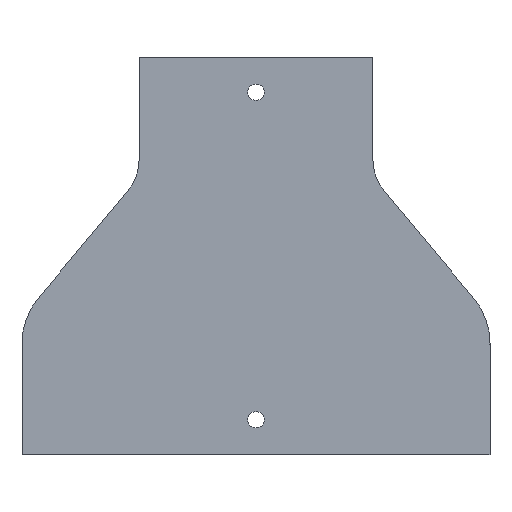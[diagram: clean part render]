
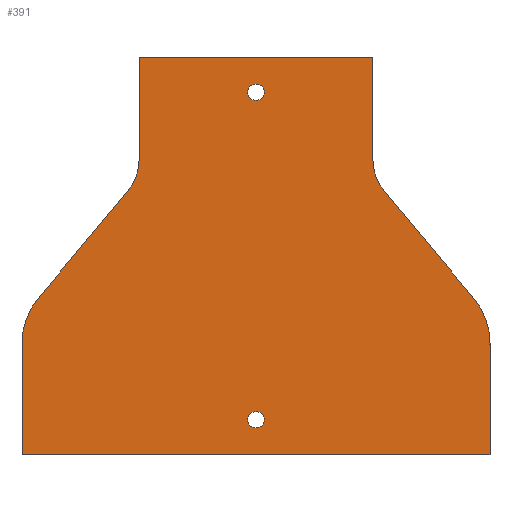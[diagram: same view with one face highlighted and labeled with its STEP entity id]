
A CAD part, front view. The second image highlights one B-rep face of the part: STEP entity #391.
In plain terms, the highlighted planar face has unit normal (0, -1, 0).
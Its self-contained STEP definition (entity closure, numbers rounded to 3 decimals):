
#52 = EDGE_CURVE ( 'NONE', #180, #165, #817, .T. ) ;
#61 = EDGE_CURVE ( 'NONE', #165, #202, #832, .T. ) ;
#70 = EDGE_CURVE ( 'NONE', #202, #157, #848, .T. ) ;
#73 = EDGE_CURVE ( 'NONE', #157, #191, #854, .T. ) ;
#76 = EDGE_CURVE ( 'NONE', #191, #195, #859, .T. ) ;
#79 = EDGE_CURVE ( 'NONE', #195, #205, #864, .T. ) ;
#90 = EDGE_CURVE ( 'NONE', #205, #648, #879, .T. ) ;
#93 = EDGE_CURVE ( 'NONE', #648, #686, #886, .T. ) ;
#107 = EDGE_CURVE ( 'NONE', #686, #687, #909, .T. ) ;
#110 = EDGE_CURVE ( 'NONE', #687, #704, #916, .T. ) ;
#113 = EDGE_CURVE ( 'NONE', #704, #705, #921, .T. ) ;
#116 = EDGE_CURVE ( 'NONE', #705, #180, #925, .T. ) ;
#118 = EDGE_CURVE ( 'NONE', #1193, #1193, #929, .T. ) ;
#119 = EDGE_CURVE ( 'NONE', #1195, #1195, #932, .T. ) ;
#157 = VERTEX_POINT ( 'NONE', #1890 ) ;
#165 = VERTEX_POINT ( 'NONE', #1895 ) ;
#180 = VERTEX_POINT ( 'NONE', #1901 ) ;
#191 = VERTEX_POINT ( 'NONE', #616 ) ;
#195 = VERTEX_POINT ( 'NONE', #608 ) ;
#201 = VECTOR ( 'NONE', #1953, 1000. ) ;
#202 = VERTEX_POINT ( 'NONE', #623 ) ;
#205 = VERTEX_POINT ( 'NONE', #437 ) ;
#303 = CARTESIAN_POINT ( 'NONE',  ( 100., 0., -170. ) ) ;
#310 = CARTESIAN_POINT ( 'NONE',  ( -54.636, 0., -56.942 ) ) ;
#313 = CARTESIAN_POINT ( 'NONE',  ( -93.047, 0., -103.035 ) ) ;
#334 = CARTESIAN_POINT ( 'NONE',  ( -100., 0., -122.241 ) ) ;
#335 = CARTESIAN_POINT ( 'NONE',  ( -100., 0., -170. ) ) ;
#391 = ADVANCED_FACE ( 'NONE', ( #1028, #1031, #1025 ), #481, .F. ) ;
#437 = CARTESIAN_POINT ( 'NONE',  ( 100., 0., -122.241 ) ) ;
#470 = DIRECTION ( 'NONE',  ( 0., 1., 0. ) ) ;
#473 = CARTESIAN_POINT ( 'NONE',  ( -70., 0., -44.139 ) ) ;
#481 = PLANE ( 'NONE',  #1807 ) ;
#482 = DIRECTION ( 'NONE',  ( 0., 0., 1. ) ) ;
#608 = CARTESIAN_POINT ( 'NONE',  ( 93.047, 0., -103.035 ) ) ;
#616 = CARTESIAN_POINT ( 'NONE',  ( 54.636, 0., -56.942 ) ) ;
#623 = CARTESIAN_POINT ( 'NONE',  ( 50., 0., 0. ) ) ;
#648 = VERTEX_POINT ( 'NONE', #303 ) ;
#686 = VERTEX_POINT ( 'NONE', #335 ) ;
#687 = VERTEX_POINT ( 'NONE', #334 ) ;
#704 = VERTEX_POINT ( 'NONE', #313 ) ;
#705 = VERTEX_POINT ( 'NONE', #310 ) ;
#720 = EDGE_LOOP ( 'NONE', ( #1465 ) ) ;
#759 = EDGE_LOOP ( 'NONE', ( #1467, #1468, #1469, #1470, #1471, #1472, #1473, #1474, #1475, #1476, #1477, #1478 ) ) ;
#771 = EDGE_LOOP ( 'NONE', ( #1466 ) ) ;
#817 = LINE ( 'NONE', #2034, #819 ) ;
#819 = VECTOR ( 'NONE', #2023, 1000. ) ;
#832 = LINE ( 'NONE', #2075, #837 ) ;
#837 = VECTOR ( 'NONE', #1978, 1000. ) ;
#848 = LINE ( 'NONE', #2069, #851 ) ;
#851 = VECTOR ( 'NONE', #1986, 1000. ) ;
#854 = CIRCLE ( 'NONE', #1738, 20. ) ;
#859 = LINE ( 'NONE', #2081, #861 ) ;
#861 = VECTOR ( 'NONE', #2078, 1000. ) ;
#864 = CIRCLE ( 'NONE', #1740, 30. ) ;
#879 = LINE ( 'NONE', #2088, #883 ) ;
#883 = VECTOR ( 'NONE', #2008, 1000. ) ;
#886 = LINE ( 'NONE', #2066, #889 ) ;
#889 = VECTOR ( 'NONE', #2048, 1000. ) ;
#909 = LINE ( 'NONE', #1970, #913 ) ;
#913 = VECTOR ( 'NONE', #2035, 1000. ) ;
#916 = CIRCLE ( 'NONE', #1750, 30. ) ;
#921 = LINE ( 'NONE', #1885, #201 ) ;
#925 = CIRCLE ( 'NONE', #1752, 20. ) ;
#929 = CIRCLE ( 'NONE', #1754, 3.5 ) ;
#932 = CIRCLE ( 'NONE', #1755, 3.5 ) ;
#1025 = FACE_OUTER_BOUND ( 'NONE', #759, .T. ) ;
#1028 = FACE_BOUND ( 'NONE', #720, .T. ) ;
#1031 = FACE_BOUND ( 'NONE', #771, .T. ) ;
#1193 = VERTEX_POINT ( 'NONE', #1319 ) ;
#1195 = VERTEX_POINT ( 'NONE', #1312 ) ;
#1312 = CARTESIAN_POINT ( 'NONE',  ( 0., 0., -18.5 ) ) ;
#1319 = CARTESIAN_POINT ( 'NONE',  ( 0., 0., -158.5 ) ) ;
#1465 = ORIENTED_EDGE ( 'NONE', *, *, #118, .F. ) ;
#1466 = ORIENTED_EDGE ( 'NONE', *, *, #119, .F. ) ;
#1467 = ORIENTED_EDGE ( 'NONE', *, *, #107, .F. ) ;
#1468 = ORIENTED_EDGE ( 'NONE', *, *, #93, .F. ) ;
#1469 = ORIENTED_EDGE ( 'NONE', *, *, #90, .F. ) ;
#1470 = ORIENTED_EDGE ( 'NONE', *, *, #79, .F. ) ;
#1471 = ORIENTED_EDGE ( 'NONE', *, *, #76, .F. ) ;
#1472 = ORIENTED_EDGE ( 'NONE', *, *, #73, .F. ) ;
#1473 = ORIENTED_EDGE ( 'NONE', *, *, #70, .F. ) ;
#1474 = ORIENTED_EDGE ( 'NONE', *, *, #61, .F. ) ;
#1475 = ORIENTED_EDGE ( 'NONE', *, *, #52, .F. ) ;
#1476 = ORIENTED_EDGE ( 'NONE', *, *, #116, .F. ) ;
#1477 = ORIENTED_EDGE ( 'NONE', *, *, #113, .F. ) ;
#1478 = ORIENTED_EDGE ( 'NONE', *, *, #110, .F. ) ;
#1738 = AXIS2_PLACEMENT_3D ( 'NONE', #2062, #2080, #2079 ) ;
#1740 = AXIS2_PLACEMENT_3D ( 'NONE', #2101, #2100, #1954 ) ;
#1750 = AXIS2_PLACEMENT_3D ( 'NONE', #1884, #1888, #1887 ) ;
#1752 = AXIS2_PLACEMENT_3D ( 'NONE', #1926, #1929, #1927 ) ;
#1754 = AXIS2_PLACEMENT_3D ( 'NONE', #1936, #1934, #1935 ) ;
#1755 = AXIS2_PLACEMENT_3D ( 'NONE', #1938, #1941, #1939 ) ;
#1807 = AXIS2_PLACEMENT_3D ( 'NONE', #473, #470, #482 ) ;
#1884 = CARTESIAN_POINT ( 'NONE',  ( -70., 0., -122.241 ) ) ;
#1885 = CARTESIAN_POINT ( 'NONE',  ( -54.636, 0., -56.942 ) ) ;
#1887 = DIRECTION ( 'NONE',  ( 0., 0., 1. ) ) ;
#1888 = DIRECTION ( 'NONE',  ( 0., 1., 0. ) ) ;
#1890 = CARTESIAN_POINT ( 'NONE',  ( 50., 0., -44.139 ) ) ;
#1895 = CARTESIAN_POINT ( 'NONE',  ( -50., 0., 0. ) ) ;
#1901 = CARTESIAN_POINT ( 'NONE',  ( -50., 0., -44.139 ) ) ;
#1926 = CARTESIAN_POINT ( 'NONE',  ( -70., 0., -44.139 ) ) ;
#1927 = DIRECTION ( 'NONE',  ( 0., 0., 1. ) ) ;
#1929 = DIRECTION ( 'NONE',  ( 0., -1., 0. ) ) ;
#1934 = DIRECTION ( 'NONE',  ( 0., -1., 0. ) ) ;
#1935 = DIRECTION ( 'NONE',  ( 0., 0., -1. ) ) ;
#1936 = CARTESIAN_POINT ( 'NONE',  ( 0., 0., -155. ) ) ;
#1938 = CARTESIAN_POINT ( 'NONE',  ( 0., 0., -15. ) ) ;
#1939 = DIRECTION ( 'NONE',  ( 0., 0., -1. ) ) ;
#1941 = DIRECTION ( 'NONE',  ( 0., -1., 0. ) ) ;
#1953 = DIRECTION ( 'NONE',  ( 0.64, 0., 0.768 ) ) ;
#1954 = DIRECTION ( 'NONE',  ( 0., 0., -1. ) ) ;
#1970 = CARTESIAN_POINT ( 'NONE',  ( -100., 0., -122.241 ) ) ;
#1978 = DIRECTION ( 'NONE',  ( 1., 0., 0. ) ) ;
#1986 = DIRECTION ( 'NONE',  ( 0., 0., -1. ) ) ;
#2008 = DIRECTION ( 'NONE',  ( 0., 0., -1. ) ) ;
#2023 = DIRECTION ( 'NONE',  ( 0., 0., 1. ) ) ;
#2034 = CARTESIAN_POINT ( 'NONE',  ( -50., 0., 0. ) ) ;
#2035 = DIRECTION ( 'NONE',  ( 0., 0., 1. ) ) ;
#2048 = DIRECTION ( 'NONE',  ( -1., 0., 0. ) ) ;
#2062 = CARTESIAN_POINT ( 'NONE',  ( 70., 0., -44.139 ) ) ;
#2066 = CARTESIAN_POINT ( 'NONE',  ( -100., 0., -170. ) ) ;
#2069 = CARTESIAN_POINT ( 'NONE',  ( 50., 0., 0. ) ) ;
#2075 = CARTESIAN_POINT ( 'NONE',  ( -50., 0., 0. ) ) ;
#2078 = DIRECTION ( 'NONE',  ( 0.64, 0., -0.768 ) ) ;
#2079 = DIRECTION ( 'NONE',  ( 0., 0., -1. ) ) ;
#2080 = DIRECTION ( 'NONE',  ( 0., -1., 0. ) ) ;
#2081 = CARTESIAN_POINT ( 'NONE',  ( 54.636, 0., -56.942 ) ) ;
#2088 = CARTESIAN_POINT ( 'NONE',  ( 100., 0., -122.241 ) ) ;
#2100 = DIRECTION ( 'NONE',  ( 0., 1., 0. ) ) ;
#2101 = CARTESIAN_POINT ( 'NONE',  ( 70., 0., -122.241 ) ) ;
